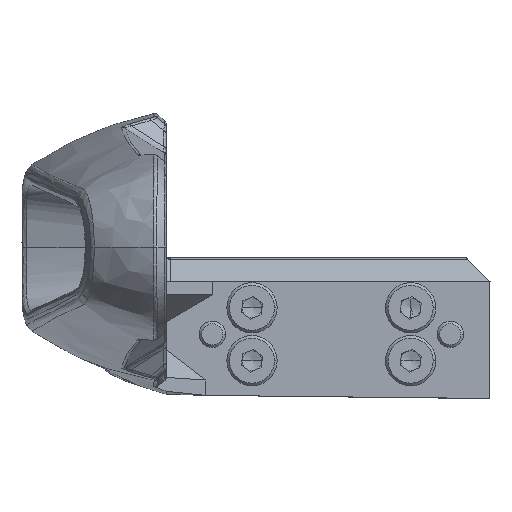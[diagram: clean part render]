
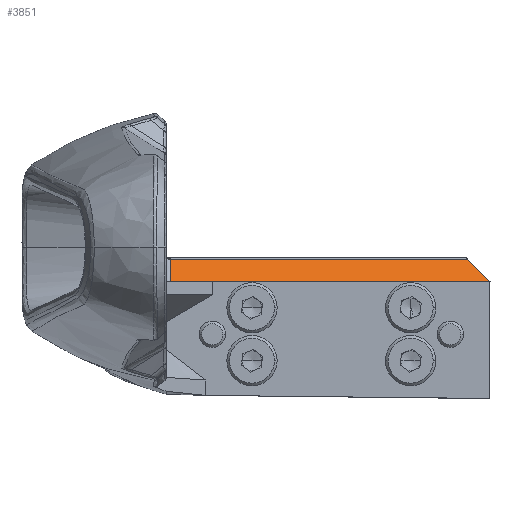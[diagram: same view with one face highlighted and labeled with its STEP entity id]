
A CAD part, top view. The second image highlights one B-rep face of the part: STEP entity #3851.
In plain terms, the highlighted cylindrical face has radius 461.723 mm (diameter 923.446 mm), a partial arc.
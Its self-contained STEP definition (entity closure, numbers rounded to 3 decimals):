
#3851 = ADVANCED_FACE ( 'NONE', ( #9663 ), #9657, .T. ) ;
#7408 = EDGE_CURVE ( 'NONE', #15445, #15222, #14055, .T. ) ;
#7481 = EDGE_CURVE ( 'NONE', #15372, #15445, #13940, .T. ) ;
#7890 = CARTESIAN_POINT ( 'NONE',  ( -12.198, -1.367, 87.772 ) ) ;
#7891 = CARTESIAN_POINT ( 'NONE',  ( -12.197, -0.808, 87.306 ) ) ;
#7898 = CARTESIAN_POINT ( 'NONE',  ( 5., -2.492, 88.7 ) ) ;
#7899 = CARTESIAN_POINT ( 'NONE',  ( 12., -2.493, 88.7 ) ) ;
#7900 = CARTESIAN_POINT ( 'NONE',  ( -12.198, -1.928, 88.236 ) ) ;
#7901 = CARTESIAN_POINT ( 'NONE',  ( -12.198, -2.489, 88.699 ) ) ;
#7902 = CARTESIAN_POINT ( 'NONE',  ( -11.132, -2.49, 88.699 ) ) ;
#7903 = CARTESIAN_POINT ( 'NONE',  ( -12.198, -2.489, 88.699 ) ) ;
#7904 = CARTESIAN_POINT ( 'NONE',  ( -2., -2.491, 88.7 ) ) ;
#7905 = CARTESIAN_POINT ( 'NONE',  ( -9., -2.491, 88.7 ) ) ;
#7908 = CARTESIAN_POINT ( 'NONE',  ( -10.066, -2.49, 88.7 ) ) ;
#7909 = CARTESIAN_POINT ( 'NONE',  ( -9., -2.491, 88.7 ) ) ;
#9657 = CYLINDRICAL_SURFACE ( 'NONE', #17193, 461.723 ) ;
#9663 = FACE_OUTER_BOUND ( 'NONE', #16187, .T. ) ;
#13471 = B_SPLINE_CURVE_WITH_KNOTS ( 'NONE', 3,
 ( #7899, #7898, #7904, #7905 ),
 .UNSPECIFIED., .F., .F.,
 ( 4, 4 ),
 ( 0., 1. ),
 .UNSPECIFIED. ) ;
#13806 = B_SPLINE_CURVE_WITH_KNOTS ( 'NONE', 3,
 ( #7903, #7902, #7908, #7909 ),
 .UNSPECIFIED., .F., .F.,
 ( 4, 4 ),
 ( 0., 1. ),
 .UNSPECIFIED. ) ;
#13940 = B_SPLINE_CURVE_WITH_KNOTS ( 'NONE', 3,
 ( #17671, #17675, #17682, #17683 ),
 .UNSPECIFIED., .F., .F.,
 ( 4, 4 ),
 ( 0., 1. ),
 .UNSPECIFIED. ) ;
#13969 = B_SPLINE_CURVE_WITH_KNOTS ( 'NONE', 3,
 ( #7891, #7890, #7900, #7901 ),
 .UNSPECIFIED., .F., .F.,
 ( 4, 4 ),
 ( 0., 1. ),
 .UNSPECIFIED. ) ;
#14055 = B_SPLINE_CURVE_WITH_KNOTS ( 'NONE', 3,
 ( #20229, #20220, #20231, #20232 ),
 .UNSPECIFIED., .F., .F.,
 ( 4, 4 ),
 ( 0., 1. ),
 .UNSPECIFIED. ) ;
#14229 = CARTESIAN_POINT ( 'NONE',  ( -12.197, -0.808, 87.306 ) ) ;
#14321 = CARTESIAN_POINT ( 'NONE',  ( -12.198, -2.489, 88.699 ) ) ;
#14469 = CARTESIAN_POINT ( 'NONE',  ( -9., -2.491, 88.7 ) ) ;
#14517 = CARTESIAN_POINT ( 'NONE',  ( 12., -2.493, 88.7 ) ) ;
#14625 = CARTESIAN_POINT ( 'NONE',  ( 10.314, -0.808, 87.305 ) ) ;
#15222 = VERTEX_POINT ( 'NONE', #14229 ) ;
#15270 = VERTEX_POINT ( 'NONE', #14321 ) ;
#15348 = VERTEX_POINT ( 'NONE', #14469 ) ;
#15372 = VERTEX_POINT ( 'NONE', #14517 ) ;
#15445 = VERTEX_POINT ( 'NONE', #14625 ) ;
#16130 = ORIENTED_EDGE ( 'NONE', *, *, #7408, .T. ) ;
#16176 = ORIENTED_EDGE ( 'NONE', *, *, #20841, .T. ) ;
#16187 = EDGE_LOOP ( 'NONE', ( #17151, #16504, #16581, #16130, #16176 ) ) ;
#16504 = ORIENTED_EDGE ( 'NONE', *, *, #20842, .F. ) ;
#16581 = ORIENTED_EDGE ( 'NONE', *, *, #7481, .T. ) ;
#17151 = ORIENTED_EDGE ( 'NONE', *, *, #20843, .T. ) ;
#17193 = AXIS2_PLACEMENT_3D ( 'NONE', #19294, #19295, #19299 ) ;
#17671 = CARTESIAN_POINT ( 'NONE',  ( 12., -2.493, 88.7 ) ) ;
#17675 = CARTESIAN_POINT ( 'NONE',  ( 11.482, -1.976, 88.274 ) ) ;
#17682 = CARTESIAN_POINT ( 'NONE',  ( 10.921, -1.414, 87.809 ) ) ;
#17683 = CARTESIAN_POINT ( 'NONE',  ( 10.314, -0.808, 87.305 ) ) ;
#19294 = CARTESIAN_POINT ( 'NONE',  ( -12.52, -296.216, -267.55 ) ) ;
#19295 = DIRECTION ( 'NONE',  ( 1., 0., 0. ) ) ;
#19299 = DIRECTION ( 'NONE',  ( 0., 1., 0. ) ) ;
#20220 = CARTESIAN_POINT ( 'NONE',  ( 2.81, -0.808, 87.305 ) ) ;
#20229 = CARTESIAN_POINT ( 'NONE',  ( 10.314, -0.808, 87.305 ) ) ;
#20231 = CARTESIAN_POINT ( 'NONE',  ( -4.693, -0.808, 87.306 ) ) ;
#20232 = CARTESIAN_POINT ( 'NONE',  ( -12.197, -0.808, 87.306 ) ) ;
#20841 = EDGE_CURVE ( 'NONE', #15222, #15270, #13969, .T. ) ;
#20842 = EDGE_CURVE ( 'NONE', #15372, #15348, #13471, .T. ) ;
#20843 = EDGE_CURVE ( 'NONE', #15270, #15348, #13806, .T. ) ;
